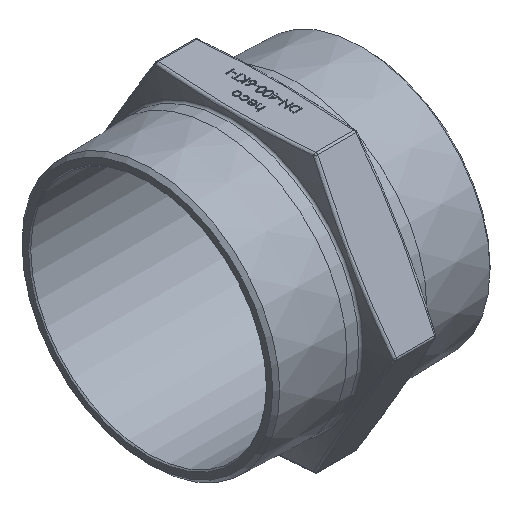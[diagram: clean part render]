
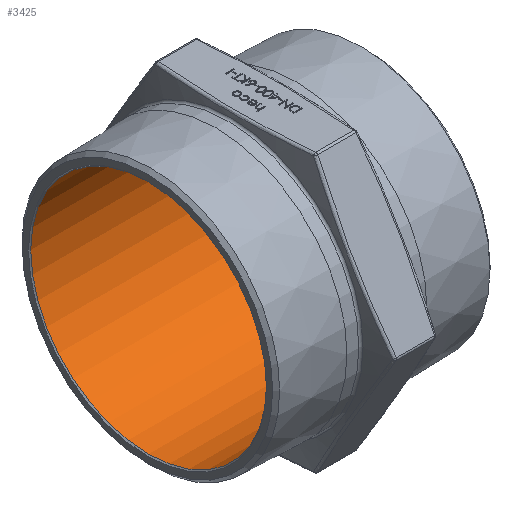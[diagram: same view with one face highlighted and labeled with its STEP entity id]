
A CAD part, isometric view. The second image highlights one B-rep face of the part: STEP entity #3425.
In plain terms, the highlighted cylindrical face has radius 51 mm (diameter 102 mm), a full revolution.
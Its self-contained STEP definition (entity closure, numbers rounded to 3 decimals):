
#464 = CIRCLE ( 'NONE', #9353, 51. ) ;
#1713 = CARTESIAN_POINT ( 'NONE',  ( -46.5, 0., 0. ) ) ;
#1714 = DIRECTION ( 'NONE',  ( -1., 0., 0. ) ) ;
#1715 = DIRECTION ( 'NONE',  ( 0., 0., -1. ) ) ;
#2953 = VERTEX_POINT ( 'NONE', #3120 ) ;
#2965 = VERTEX_POINT ( 'NONE', #3124 ) ;
#3120 = CARTESIAN_POINT ( 'NONE',  ( -46.5, 0., -51. ) ) ;
#3124 = CARTESIAN_POINT ( 'NONE',  ( 46.5, 0., 51. ) ) ;
#3425 = ADVANCED_FACE ( 'NONE', ( #12249, #12250 ), #12251, .F. ) ;
#5221 = EDGE_LOOP ( 'NONE', ( #9832 ) ) ;
#5238 = EDGE_LOOP ( 'NONE', ( #10035 ) ) ;
#6282 = AXIS2_PLACEMENT_3D ( 'NONE', #11015, #11062, #10972 ) ;
#6687 = EDGE_CURVE ( 'NONE', #2953, #2953, #464, .T. ) ;
#6737 = EDGE_CURVE ( 'NONE', #2965, #2965, #10647, .T. ) ;
#7526 = DIRECTION ( 'NONE',  ( 1., 0., 0. ) ) ;
#7549 = DIRECTION ( 'NONE',  ( 0., 0., 1. ) ) ;
#7594 = CARTESIAN_POINT ( 'NONE',  ( 46.5, 0., 0. ) ) ;
#9347 = AXIS2_PLACEMENT_3D ( 'NONE', #7594, #7526, #7549 ) ;
#9353 = AXIS2_PLACEMENT_3D ( 'NONE', #1713, #1714, #1715 ) ;
#9832 = ORIENTED_EDGE ( 'NONE', *, *, #6687, .T. ) ;
#10035 = ORIENTED_EDGE ( 'NONE', *, *, #6737, .T. ) ;
#10647 = CIRCLE ( 'NONE', #9347, 51. ) ;
#10972 = DIRECTION ( 'NONE',  ( 0., 0., 1. ) ) ;
#11015 = CARTESIAN_POINT ( 'NONE',  ( 0., 0., 0. ) ) ;
#11062 = DIRECTION ( 'NONE',  ( -1., 0., 0. ) ) ;
#12249 = FACE_OUTER_BOUND ( 'NONE', #5221, .T. ) ;
#12250 = FACE_OUTER_BOUND ( 'NONE', #5238, .T. ) ;
#12251 = CYLINDRICAL_SURFACE ( 'NONE', #6282, 51. ) ;
